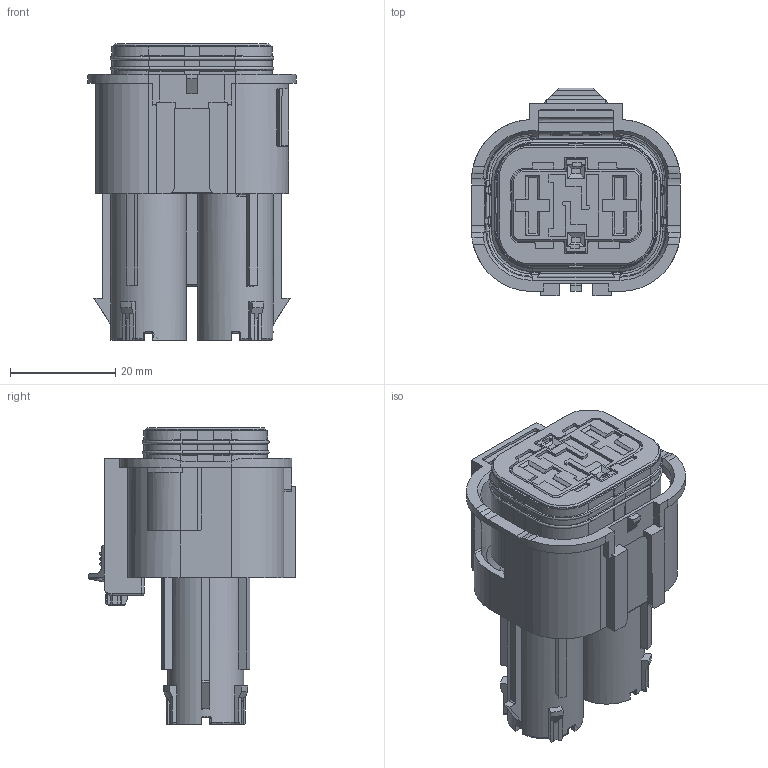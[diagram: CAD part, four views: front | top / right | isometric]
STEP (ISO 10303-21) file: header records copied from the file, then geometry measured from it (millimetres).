
FILE_DESCRIPTION(/* description */ (''),/* implementation_level */ '2;1');
FILE_NAME(/* name */ '35522033_ENV_stp.stp',/* time_stamp */ '2025-11-13T09:40:01+08:00',/* author */ (''),/* organization */ (''),/* preprocessor_version */ 'ST-DEVELOPER v20',/* originating_system */ 'SIEMENS PLM Software NX2312.4001',/* authorisation */ '');
FILE_SCHEMA (('AUTOMOTIVE_DESIGN { 1 0 10303 214 3 1 1 1 }'));
Length unit declared in the file: millimetre
Products named in the file (1): 35522033_ENV_stp
Bounding box: 39.7 x 39.51 x 56.4 mm (x, y, z)
Volume: 33631.2 mm3; surface area: 14371.4 mm2
Topology: 1 solids, 2 shells, 1274 faces, 3460 edges, 2206 vertices
Faces by surface type: plane 716, cylinder 356, torus 98, cone 64, bspline 19, sphere 12, extrusion 9
Full cylindrical faces by diameter (mm): 14.4 x2
Entity records: 42502 total; most frequent: CARTESIAN_POINT 10571, ORIENTED_EDGE 6882, DIRECTION 6169, EDGE_CURVE 3441, VECTOR 2213, LINE 2204, VERTEX_POINT 2201, AXIS2_PLACEMENT_3D 1978
